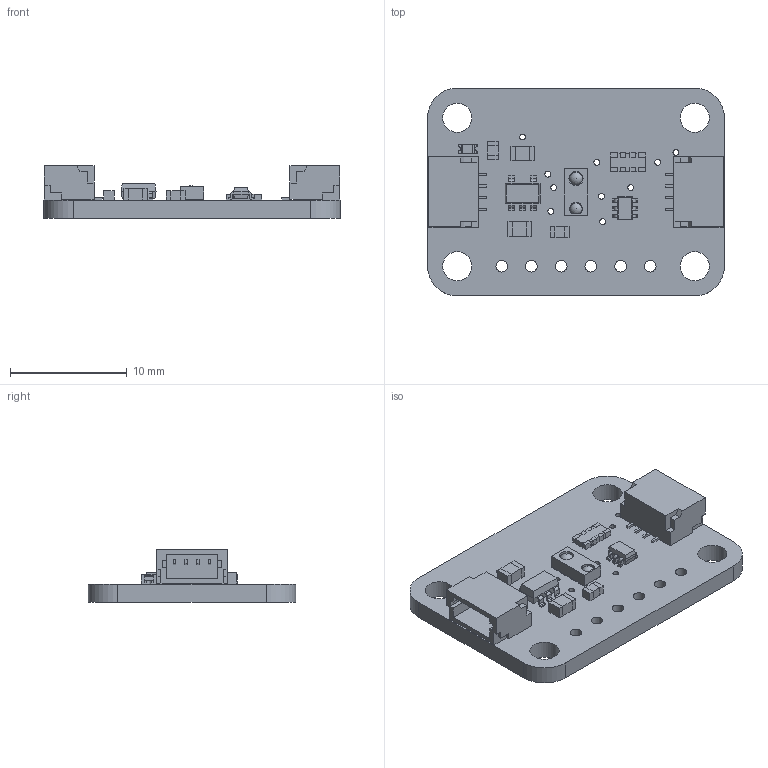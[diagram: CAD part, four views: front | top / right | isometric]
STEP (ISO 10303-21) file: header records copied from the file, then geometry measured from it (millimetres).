
FILE_DESCRIPTION(/* description */ (''),/* implementation_level */ '2;1');
FILE_NAME(/* name */ 'PCB Component.step',/* time_stamp */ '2025-04-18T10:39:19-04:00',/* author */ (''),/* organization */ (''),/* preprocessor_version */ 'ST-DEVELOPER v20.1',/* originating_system */ 'Autodesk Translation Framework v14.4.0.0',/* authorisation */ '');
FILE_SCHEMA (('AUTOMOTIVE_DESIGN { 1 0 10303 214 3 1 1 }'));
Length unit declared in the file: millimetre
Products named in the file (10): PCB Component; Board; 10uF; AP2112K-3.3; 10K; 10K_1; BSS138; STEMMA_I2C_QT; GREEN; VCNL4040M3OE
Assembly tree (12 placements, depth 2):
  PCB Component
    Board
    10uF  x2
    AP2112K-3.3
    10K  x2
    10K_1
    BSS138
    STEMMA_I2C_QT  x2
    GREEN
    VCNL4040M3OE
Bounding box: 25.4 x 17.78 x 4.53 mm (x, y, z)
Volume: 773.3 mm3; surface area: 1553.6 mm2
Topology: 24 solids, 24 shells, 633 faces, 1672 edges, 1098 vertices
Faces by surface type: plane 543, cylinder 84, bspline 4, sphere 2
Full cylindrical faces by diameter (mm): 0.5 x16, 1 x6, 1.2 x1, 2.5 x4
Entity records: 16597 total; most frequent: CARTESIAN_POINT 2848, ORIENTED_EDGE 2708, DIRECTION 2604, EDGE_CURVE 1354, LINE 1172, VECTOR 1172, VERTEX_POINT 888, AXIS2_PLACEMENT_3D 716
